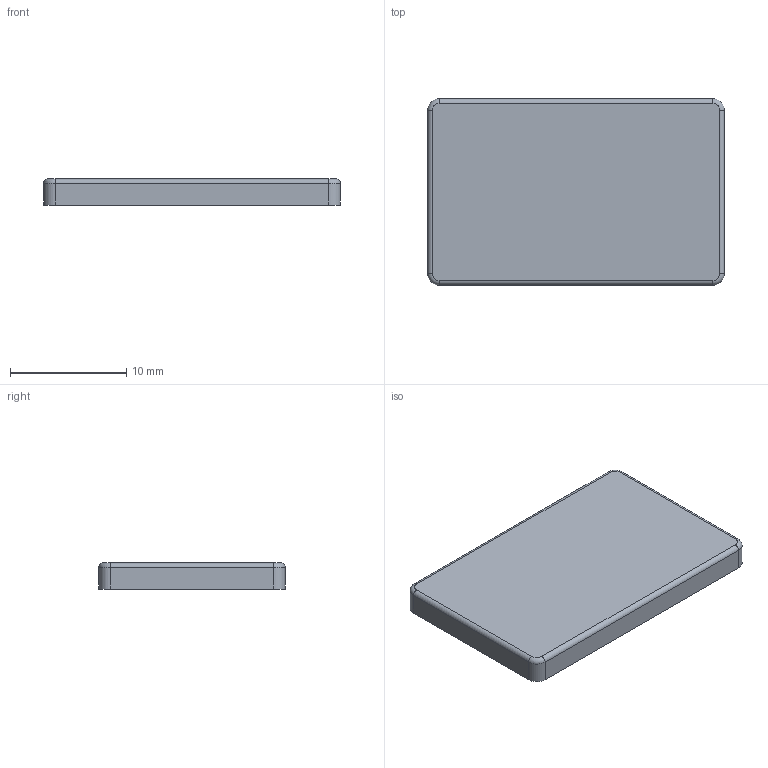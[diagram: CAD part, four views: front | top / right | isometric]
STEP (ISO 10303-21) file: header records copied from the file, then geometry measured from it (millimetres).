
FILE_DESCRIPTION(/* description */ ('','CAx-IF Rec.Pracs.---Representation and Presentation of Product Manufacturing Information (PMI)---4.0---2014-10-13'),/* implementation_level */ '2;1');
FILE_NAME(/* name */ 'cap1.5U.step',/* time_stamp */ '2025-03-28T13:49:26+09:00',/* author */ (''),/* organization */ (''),/* preprocessor_version */ 'ST-DEVELOPER v20',/* originating_system */ 'Autodesk Translation Framework v13.20.0.188',/* authorisation */ '');
FILE_SCHEMA (('AP242_MANAGED_MODEL_BASED_3D_ENGINEERING_MIM_LF { 1 0 10303 442 1 1 4 }'));
Length unit declared in the file: millimetre
Products named in the file (1): ¼üÃ±
Bounding box: 25.5 x 16 x 2.25 mm (x, y, z)
Volume: 320.1 mm3; surface area: 1111 mm2
Topology: 1 solids, 1 shells, 27 faces, 64 edges, 40 vertices
Faces by surface type: cylinder 12, plane 11, torus 4
Entity records: 829 total; most frequent: DIRECTION 148, CARTESIAN_POINT 132, ORIENTED_EDGE 128, EDGE_CURVE 64, AXIS2_PLACEMENT_3D 56, VERTEX_POINT 40, LINE 36, VECTOR 36
